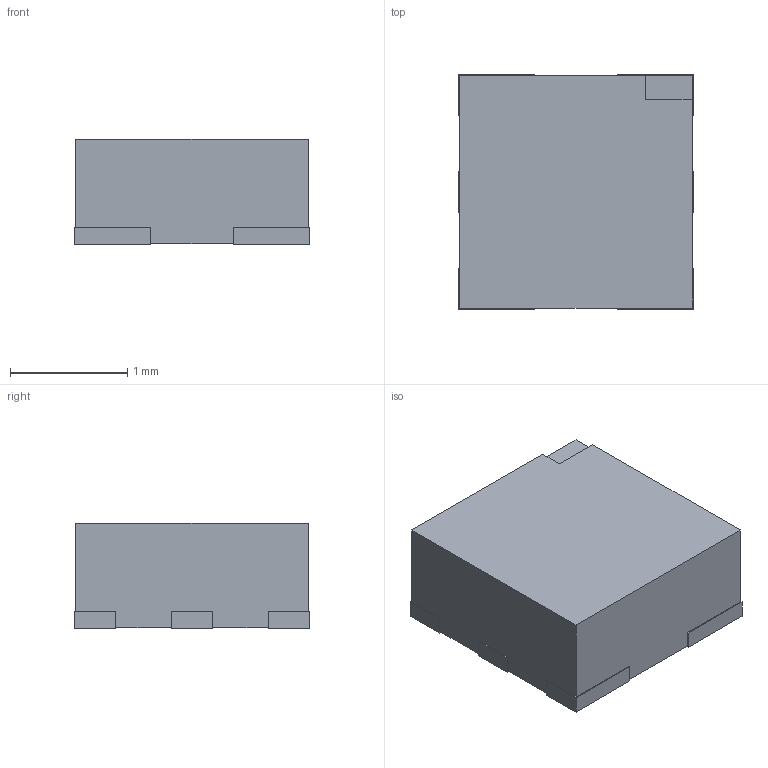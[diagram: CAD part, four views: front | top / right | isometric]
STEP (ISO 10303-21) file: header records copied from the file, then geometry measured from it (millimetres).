
FILE_DESCRIPTION (( 'STEP AP214' ), '1' );
FILE_NAME ('APA102-2020.STEP', '2016-05-04T02:50:48', ( '' ), ( '' ), 'SwSTEP 2.0', 'SolidWorks 2014', '' );
FILE_SCHEMA (( 'AUTOMOTIVE_DESIGN' ));
Length unit declared in the file: millimetre
Products named in the file (1): APA102-2020
Bounding box: 2 x 2 x 0.9 mm (x, y, z)
Volume: 3.5 mm3; surface area: 15.1 mm2
Topology: 1 solids, 1 shells, 45 faces, 129 edges, 86 vertices
Faces by surface type: plane 45
Entity records: 1862 total; most frequent: CARTESIAN_POINT 261, ORIENTED_EDGE 258, DIRECTION 221, VECTOR 129, LINE 129, EDGE_CURVE 129, VERTEX_POINT 86, AXIS2_PLACEMENT_3D 46
